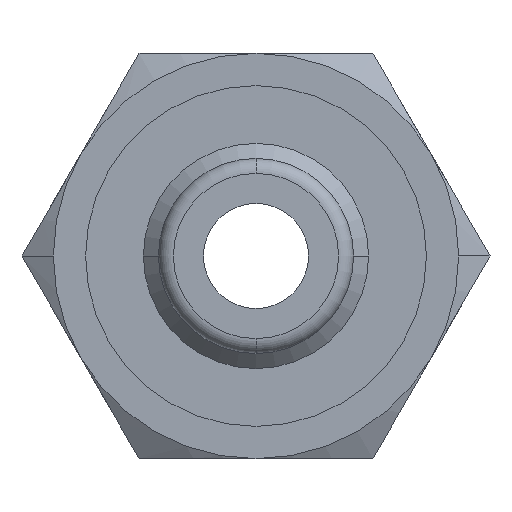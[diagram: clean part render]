
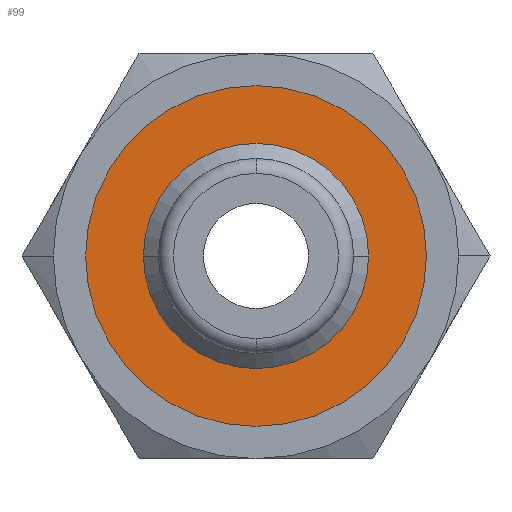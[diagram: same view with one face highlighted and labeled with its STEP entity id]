
A CAD part, front view. The second image highlights one B-rep face of the part: STEP entity #99.
In plain terms, the highlighted planar face has unit normal (0, -1, 0).
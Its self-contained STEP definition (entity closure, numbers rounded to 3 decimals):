
#99=ADVANCED_FACE('',(#239,#240),#241,.T.);
#239=FACE_OUTER_BOUND('',#424,.T.);
#240=FACE_BOUND('',#425,.T.);
#241=PLANE('',#426);
#424=EDGE_LOOP('',(#648,#649));
#425=EDGE_LOOP('',(#650,#651));
#426=AXIS2_PLACEMENT_3D('',#652,#653,#654);
#648=ORIENTED_EDGE('',*,*,#1090,.T.);
#649=ORIENTED_EDGE('',*,*,#1091,.T.);
#650=ORIENTED_EDGE('',*,*,#1092,.F.);
#651=ORIENTED_EDGE('',*,*,#1093,.F.);
#652=CARTESIAN_POINT('',(0.0,21.5,0.0));
#653=DIRECTION('',(0.0,-1.0,0.0));
#654=DIRECTION('',(-1.0,0.0,0.0));
#1090=EDGE_CURVE('',#1299,#1300,#1301,.T.);
#1091=EDGE_CURVE('',#1300,#1299,#1302,.T.);
#1092=EDGE_CURVE('',#1303,#1304,#1305,.T.);
#1093=EDGE_CURVE('',#1304,#1303,#1306,.T.);
#1299=VERTEX_POINT('',#1647);
#1300=VERTEX_POINT('',#1648);
#1301=CIRCLE('',#1649,11.35);
#1302=CIRCLE('',#1650,11.35);
#1303=VERTEX_POINT('',#1651);
#1304=VERTEX_POINT('',#1652);
#1305=CIRCLE('',#1653,7.5);
#1306=CIRCLE('',#1654,7.5);
#1647=CARTESIAN_POINT('',(11.35,21.5,0.0));
#1648=CARTESIAN_POINT('',(-11.35,21.5,0.));
#1649=AXIS2_PLACEMENT_3D('',#2080,#2081,#2082);
#1650=AXIS2_PLACEMENT_3D('',#2083,#2084,#2085);
#1651=CARTESIAN_POINT('',(-7.5,21.5,0.));
#1652=CARTESIAN_POINT('',(7.5,21.5,0.));
#1653=AXIS2_PLACEMENT_3D('',#2086,#2087,#2088);
#1654=AXIS2_PLACEMENT_3D('',#2089,#2090,#2091);
#2080=CARTESIAN_POINT('',(0.0,21.5,0.0));
#2081=DIRECTION('',(0.0,-1.0,0.0));
#2082=DIRECTION('',(1.0,0.0,0.0));
#2083=CARTESIAN_POINT('',(0.0,21.5,0.0));
#2084=DIRECTION('',(0.0,-1.0,0.0));
#2085=DIRECTION('',(1.0,0.0,0.0));
#2086=CARTESIAN_POINT('',(0.0,21.5,0.0));
#2087=DIRECTION('',(0.0,-1.0,0.0));
#2088=DIRECTION('',(1.0,0.0,0.0));
#2089=CARTESIAN_POINT('',(0.0,21.5,0.0));
#2090=DIRECTION('',(0.0,-1.0,0.0));
#2091=DIRECTION('',(1.0,0.0,0.0));
